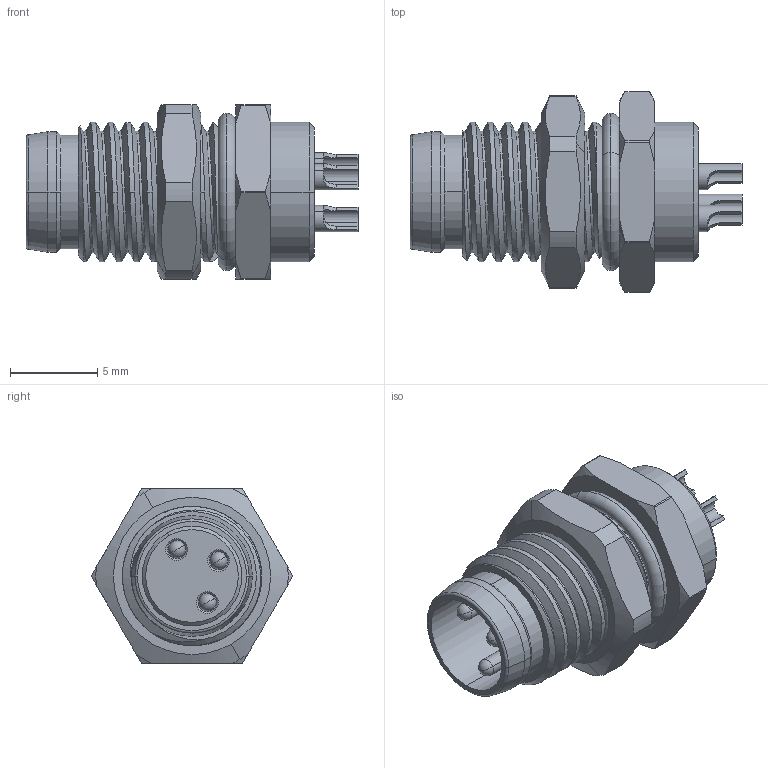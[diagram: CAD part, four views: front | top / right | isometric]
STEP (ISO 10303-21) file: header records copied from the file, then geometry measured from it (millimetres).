
FILE_DESCRIPTION((''),'2;1');
FILE_NAME('SHELL15T_3_W3','2025-09-21T',('gongcheng16'),(''),'PRO/ENGINEER BY PARAMETRIC TECHNOLOGY CORPORATION, 2010280','PRO/ENGINEER BY PARAMETRIC TECHNOLOGY CORPORATION, 2010280','');
FILE_SCHEMA(('CONFIG_CONTROL_DESIGN'));
Length unit declared in the file: millimetre
Products named in the file (1): SHELL15T_3_W3
Bounding box: 19 x 11.5 x 10 mm (x, y, z)
Volume: 335.7 mm3; surface area: 2018.9 mm2
Topology: 1 solids, 8 shells, 278 faces, 656 edges, 407 vertices
Faces by surface type: cylinder 127, cone 64, plane 63, bspline 12, torus 6, sphere 6
Entity records: 11554 total; most frequent: CARTESIAN_POINT 5177, DIRECTION 1351, ORIENTED_EDGE 1288, EDGE_CURVE 644, AXIS2_PLACEMENT_3D 552, VERTEX_POINT 407, EDGE_LOOP 315, CIRCLE 285
